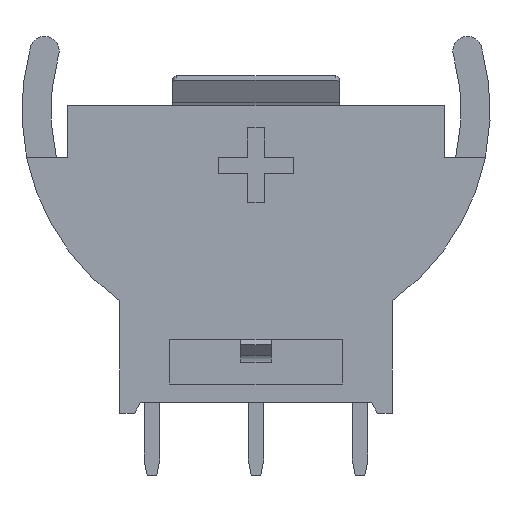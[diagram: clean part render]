
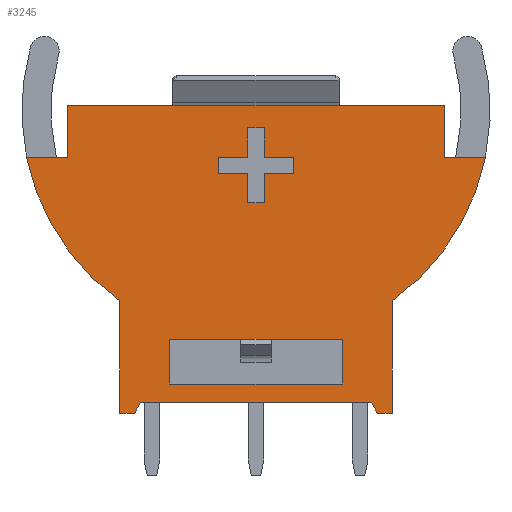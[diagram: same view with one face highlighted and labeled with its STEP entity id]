
A CAD part, front view. The second image highlights one B-rep face of the part: STEP entity #3245.
In plain terms, the highlighted planar face has unit normal (0, -1, 0).
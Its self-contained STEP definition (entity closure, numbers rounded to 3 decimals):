
#68=CIRCLE('',#3453,11.25);
#82=CIRCLE('',#3479,11.25);
#963=ORIENTED_EDGE('',*,*,#1389,.T.);
#964=ORIENTED_EDGE('',*,*,#1476,.T.);
#965=ORIENTED_EDGE('',*,*,#1495,.T.);
#966=ORIENTED_EDGE('',*,*,#1478,.T.);
#967=ORIENTED_EDGE('',*,*,#1394,.T.);
#968=ORIENTED_EDGE('',*,*,#1434,.T.);
#969=ORIENTED_EDGE('',*,*,#1457,.T.);
#970=ORIENTED_EDGE('',*,*,#1451,.T.);
#971=ORIENTED_EDGE('',*,*,#1448,.T.);
#972=ORIENTED_EDGE('',*,*,#1445,.T.);
#973=ORIENTED_EDGE('',*,*,#1442,.T.);
#974=ORIENTED_EDGE('',*,*,#1436,.T.);
#975=ORIENTED_EDGE('',*,*,#1400,.T.);
#976=ORIENTED_EDGE('',*,*,#1460,.T.);
#977=ORIENTED_EDGE('',*,*,#1479,.F.);
#978=ORIENTED_EDGE('',*,*,#1310,.F.);
#979=ORIENTED_EDGE('',*,*,#1307,.F.);
#980=ORIENTED_EDGE('',*,*,#1304,.F.);
#981=ORIENTED_EDGE('',*,*,#1301,.F.);
#982=ORIENTED_EDGE('',*,*,#1298,.F.);
#983=ORIENTED_EDGE('',*,*,#1295,.F.);
#984=ORIENTED_EDGE('',*,*,#1292,.F.);
#985=ORIENTED_EDGE('',*,*,#1289,.F.);
#986=ORIENTED_EDGE('',*,*,#1286,.F.);
#987=ORIENTED_EDGE('',*,*,#1283,.F.);
#988=ORIENTED_EDGE('',*,*,#1279,.F.);
#989=ORIENTED_EDGE('',*,*,#1496,.F.);
#990=ORIENTED_EDGE('',*,*,#1273,.F.);
#991=ORIENTED_EDGE('',*,*,#1277,.F.);
#992=ORIENTED_EDGE('',*,*,#1497,.F.);
#1273=EDGE_CURVE('',#1654,#1655,#1995,.T.);
#1277=EDGE_CURVE('',#1658,#1654,#1999,.T.);
#1279=EDGE_CURVE('',#1659,#1660,#2001,.T.);
#1283=EDGE_CURVE('',#1660,#1663,#2005,.T.);
#1286=EDGE_CURVE('',#1663,#1665,#2008,.T.);
#1289=EDGE_CURVE('',#1665,#1667,#2011,.T.);
#1292=EDGE_CURVE('',#1667,#1669,#2014,.T.);
#1295=EDGE_CURVE('',#1669,#1671,#2017,.T.);
#1298=EDGE_CURVE('',#1671,#1673,#2020,.T.);
#1301=EDGE_CURVE('',#1673,#1675,#2023,.T.);
#1304=EDGE_CURVE('',#1675,#1677,#2026,.T.);
#1307=EDGE_CURVE('',#1677,#1679,#2029,.T.);
#1310=EDGE_CURVE('',#1679,#1681,#2032,.T.);
#1389=EDGE_CURVE('',#1737,#1736,#2109,.T.);
#1394=EDGE_CURVE('',#1739,#1741,#2114,.T.);
#1400=EDGE_CURVE('',#1748,#1747,#68,.T.);
#1434=EDGE_CURVE('',#1741,#1772,#2139,.T.);
#1436=EDGE_CURVE('',#1773,#1748,#2141,.T.);
#1442=EDGE_CURVE('',#1775,#1773,#2147,.T.);
#1445=EDGE_CURVE('',#1778,#1775,#2150,.T.);
#1448=EDGE_CURVE('',#1782,#1778,#2153,.T.);
#1451=EDGE_CURVE('',#1783,#1782,#2156,.T.);
#1457=EDGE_CURVE('',#1772,#1783,#82,.T.);
#1460=EDGE_CURVE('',#1747,#1737,#2162,.T.);
#1476=EDGE_CURVE('',#1736,#1792,#2176,.T.);
#1478=EDGE_CURVE('',#1793,#1739,#2178,.T.);
#1479=EDGE_CURVE('',#1681,#1659,#2179,.T.);
#1495=EDGE_CURVE('',#1792,#1793,#2195,.T.);
#1496=EDGE_CURVE('',#1655,#1802,#2196,.T.);
#1497=EDGE_CURVE('',#1802,#1658,#2197,.T.);
#1654=VERTEX_POINT('',#4846);
#1655=VERTEX_POINT('',#4848);
#1658=VERTEX_POINT('',#4855);
#1659=VERTEX_POINT('',#4860);
#1660=VERTEX_POINT('',#4861);
#1663=VERTEX_POINT('',#4869);
#1665=VERTEX_POINT('',#4875);
#1667=VERTEX_POINT('',#4881);
#1669=VERTEX_POINT('',#4887);
#1671=VERTEX_POINT('',#4893);
#1673=VERTEX_POINT('',#4899);
#1675=VERTEX_POINT('',#4905);
#1677=VERTEX_POINT('',#4911);
#1679=VERTEX_POINT('',#4917);
#1681=VERTEX_POINT('',#4923);
#1736=VERTEX_POINT('',#5078);
#1737=VERTEX_POINT('',#5080);
#1739=VERTEX_POINT('',#5085);
#1741=VERTEX_POINT('',#5089);
#1747=VERTEX_POINT('',#5102);
#1748=VERTEX_POINT('',#5104);
#1772=VERTEX_POINT('',#5166);
#1773=VERTEX_POINT('',#5171);
#1775=VERTEX_POINT('',#5177);
#1778=VERTEX_POINT('',#5185);
#1782=VERTEX_POINT('',#5195);
#1783=VERTEX_POINT('',#5201);
#1792=VERTEX_POINT('',#5249);
#1793=VERTEX_POINT('',#5253);
#1802=VERTEX_POINT('',#5290);
#1995=LINE('',#4847,#2391);
#1999=LINE('',#4856,#2395);
#2001=LINE('',#4859,#2397);
#2005=LINE('',#4868,#2401);
#2008=LINE('',#4874,#2404);
#2011=LINE('',#4880,#2407);
#2014=LINE('',#4886,#2410);
#2017=LINE('',#4892,#2413);
#2020=LINE('',#4898,#2416);
#2023=LINE('',#4904,#2419);
#2026=LINE('',#4910,#2422);
#2029=LINE('',#4916,#2425);
#2032=LINE('',#4922,#2428);
#2109=LINE('',#5079,#2505);
#2114=LINE('',#5090,#2510);
#2139=LINE('',#5167,#2535);
#2141=LINE('',#5170,#2537);
#2147=LINE('',#5182,#2543);
#2150=LINE('',#5188,#2546);
#2153=LINE('',#5194,#2549);
#2156=LINE('',#5200,#2552);
#2162=LINE('',#5216,#2558);
#2176=LINE('',#5250,#2572);
#2178=LINE('',#5254,#2574);
#2179=LINE('',#5256,#2575);
#2195=LINE('',#5288,#2591);
#2196=LINE('',#5289,#2592);
#2197=LINE('',#5291,#2593);
#2391=VECTOR('',#3967,1000.);
#2395=VECTOR('',#3973,1000.);
#2397=VECTOR('',#3977,1000.);
#2401=VECTOR('',#3983,1000.);
#2404=VECTOR('',#3988,1000.);
#2407=VECTOR('',#3993,1000.);
#2410=VECTOR('',#3998,1000.);
#2413=VECTOR('',#4003,1000.);
#2416=VECTOR('',#4008,1000.);
#2419=VECTOR('',#4013,1000.);
#2422=VECTOR('',#4018,1000.);
#2425=VECTOR('',#4023,1000.);
#2428=VECTOR('',#4028,1000.);
#2505=VECTOR('',#4153,1000.);
#2510=VECTOR('',#4160,1000.);
#2535=VECTOR('',#4227,1000.);
#2537=VECTOR('',#4231,1000.);
#2543=VECTOR('',#4239,1000.);
#2546=VECTOR('',#4244,1000.);
#2549=VECTOR('',#4249,1000.);
#2552=VECTOR('',#4256,1000.);
#2558=VECTOR('',#4272,1000.);
#2572=VECTOR('',#4316,1000.);
#2574=VECTOR('',#4320,1000.);
#2575=VECTOR('',#4323,1000.);
#2591=VECTOR('',#4355,1000.);
#2592=VECTOR('',#4356,1000.);
#2593=VECTOR('',#4357,1000.);
#2763=EDGE_LOOP('',(#963,#964,#965,#966,#967,#968,#969,#970,#971,#972,#973,
#974,#975,#976));
#2764=EDGE_LOOP('',(#977,#978,#979,#980,#981,#982,#983,#984,#985,#986,#987,
#988));
#2765=EDGE_LOOP('',(#989,#990,#991,#992));
#2941=FACE_BOUND('',#2763,.T.);
#2942=FACE_BOUND('',#2764,.T.);
#2943=FACE_BOUND('',#2765,.T.);
#3082=PLANE('',#3506);
#3245=ADVANCED_FACE('',(#2941,#2942,#2943),#3082,.T.);
#3453=AXIS2_PLACEMENT_3D('',#5103,#4170,#4171);
#3479=AXIS2_PLACEMENT_3D('',#5211,#4265,#4266);
#3506=AXIS2_PLACEMENT_3D('',#5287,#4353,#4354);
#3967=DIRECTION('',(-1.,0.,0.));
#3973=DIRECTION('',(0.,0.,1.));
#3977=DIRECTION('',(1.,0.,0.));
#3983=DIRECTION('',(0.,0.,1.));
#3988=DIRECTION('',(1.,0.,0.));
#3993=DIRECTION('',(0.,0.,1.));
#3998=DIRECTION('',(-1.,0.,0.));
#4003=DIRECTION('',(0.,0.,1.));
#4008=DIRECTION('',(-1.,0.,0.));
#4013=DIRECTION('',(0.,0.,-1.));
#4018=DIRECTION('',(-1.,0.,0.));
#4023=DIRECTION('',(0.,0.,-1.));
#4028=DIRECTION('',(1.,0.,0.));
#4153=DIRECTION('',(1.,0.,0.));
#4160=DIRECTION('',(1.,0.,0.));
#4170=DIRECTION('',(0.,-1.,0.));
#4171=DIRECTION('',(0.,0.,-1.));
#4227=DIRECTION('',(0.,0.,1.));
#4231=DIRECTION('',(-1.,0.,0.));
#4239=DIRECTION('',(0.,0.,-1.));
#4244=DIRECTION('',(-1.,0.,0.));
#4249=DIRECTION('',(0.,0.,1.));
#4256=DIRECTION('',(-1.,0.,0.));
#4265=DIRECTION('',(0.,-1.,0.));
#4266=DIRECTION('',(0.,0.,-1.));
#4272=DIRECTION('',(0.,0.,-1.));
#4316=DIRECTION('',(0.5,0.,0.866));
#4320=DIRECTION('',(0.5,0.,-0.866));
#4323=DIRECTION('',(0.,0.,-1.));
#4353=DIRECTION('',(0.,-1.,0.));
#4354=DIRECTION('',(0.,0.,-1.));
#4355=DIRECTION('',(1.,0.,0.));
#4356=DIRECTION('',(0.,0.,-1.));
#4357=DIRECTION('',(1.,0.,0.));
#4846=CARTESIAN_POINT('',(4.15,-3.2,3.55));
#4847=CARTESIAN_POINT('',(4.15,-3.2,3.55));
#4848=CARTESIAN_POINT('',(-4.15,-3.2,3.55));
#4855=CARTESIAN_POINT('',(4.15,-3.2,1.4));
#4856=CARTESIAN_POINT('',(4.15,-3.2,1.4));
#4859=CARTESIAN_POINT('',(-0.4,-3.2,10.1));
#4860=CARTESIAN_POINT('',(-0.4,-3.2,10.1));
#4861=CARTESIAN_POINT('',(0.4,-3.2,10.1));
#4868=CARTESIAN_POINT('',(0.4,-3.2,10.1));
#4869=CARTESIAN_POINT('',(0.4,-3.2,11.5));
#4874=CARTESIAN_POINT('',(0.4,-3.2,11.5));
#4875=CARTESIAN_POINT('',(1.8,-3.2,11.5));
#4880=CARTESIAN_POINT('',(1.8,-3.2,11.5));
#4881=CARTESIAN_POINT('',(1.8,-3.2,12.3));
#4886=CARTESIAN_POINT('',(1.8,-3.2,12.3));
#4887=CARTESIAN_POINT('',(0.4,-3.2,12.3));
#4892=CARTESIAN_POINT('',(0.4,-3.2,12.3));
#4893=CARTESIAN_POINT('',(0.4,-3.2,13.7));
#4898=CARTESIAN_POINT('',(0.4,-3.2,13.7));
#4899=CARTESIAN_POINT('',(-0.4,-3.2,13.7));
#4904=CARTESIAN_POINT('',(-0.4,-3.2,13.7));
#4905=CARTESIAN_POINT('',(-0.4,-3.2,12.3));
#4910=CARTESIAN_POINT('',(-0.4,-3.2,12.3));
#4911=CARTESIAN_POINT('',(-1.8,-3.2,12.3));
#4916=CARTESIAN_POINT('',(-1.8,-3.2,12.3));
#4917=CARTESIAN_POINT('',(-1.8,-3.2,11.5));
#4922=CARTESIAN_POINT('',(-1.8,-3.2,11.5));
#4923=CARTESIAN_POINT('',(-0.4,-3.2,11.5));
#5078=CARTESIAN_POINT('',(-5.839,-3.2,0.));
#5079=CARTESIAN_POINT('',(-6.55,-3.2,0.));
#5080=CARTESIAN_POINT('',(-6.55,-3.2,0.));
#5085=CARTESIAN_POINT('',(5.839,-3.2,0.));
#5089=CARTESIAN_POINT('',(6.55,-3.2,0.));
#5090=CARTESIAN_POINT('',(-6.55,-3.2,0.));
#5102=CARTESIAN_POINT('',(-6.55,-3.2,5.4));
#5103=CARTESIAN_POINT('',(0.,-3.2,14.547));
#5104=CARTESIAN_POINT('',(-11.023,-3.2,12.3));
#5166=CARTESIAN_POINT('',(6.55,-3.2,5.4));
#5167=CARTESIAN_POINT('',(6.55,-3.2,0.));
#5170=CARTESIAN_POINT('',(0.,-3.2,12.3));
#5171=CARTESIAN_POINT('',(-9.05,-3.2,12.3));
#5177=CARTESIAN_POINT('',(-9.05,-3.2,14.8));
#5182=CARTESIAN_POINT('',(-9.05,-3.2,14.547));
#5185=CARTESIAN_POINT('',(9.05,-3.2,14.8));
#5188=CARTESIAN_POINT('',(0.,-3.2,14.8));
#5194=CARTESIAN_POINT('',(9.05,-3.2,14.547));
#5195=CARTESIAN_POINT('',(9.05,-3.2,12.3));
#5200=CARTESIAN_POINT('',(0.,-3.2,12.3));
#5201=CARTESIAN_POINT('',(11.023,-3.2,12.3));
#5211=CARTESIAN_POINT('',(0.,-3.2,14.547));
#5216=CARTESIAN_POINT('',(-6.55,-3.2,5.4));
#5249=CARTESIAN_POINT('',(-5.55,-3.2,0.5));
#5250=CARTESIAN_POINT('',(1.92,-3.2,13.438));
#5253=CARTESIAN_POINT('',(5.55,-3.2,0.5));
#5254=CARTESIAN_POINT('',(-1.92,-3.2,13.438));
#5256=CARTESIAN_POINT('',(-0.4,-3.2,11.5));
#5287=CARTESIAN_POINT('',(0.,-3.2,14.547));
#5288=CARTESIAN_POINT('',(0.,-3.2,0.5));
#5289=CARTESIAN_POINT('',(-4.15,-3.2,3.55));
#5290=CARTESIAN_POINT('',(-4.15,-3.2,1.4));
#5291=CARTESIAN_POINT('',(-4.15,-3.2,1.4));
